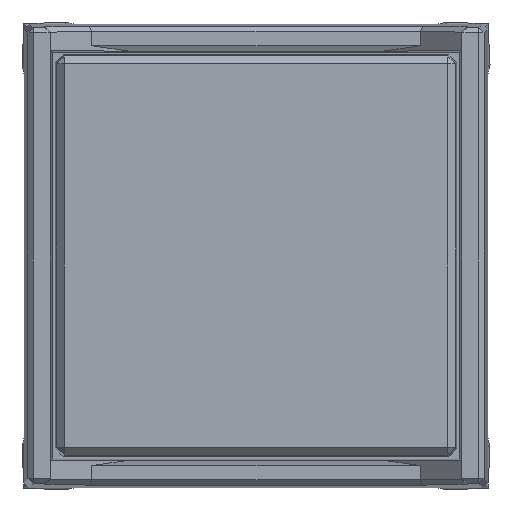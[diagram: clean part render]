
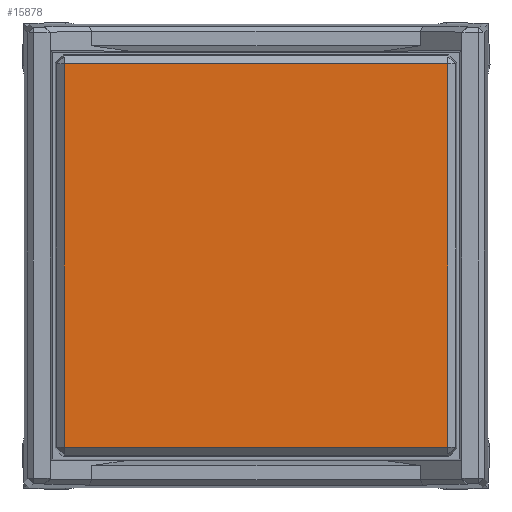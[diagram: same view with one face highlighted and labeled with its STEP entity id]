
A CAD part, top view. The second image highlights one B-rep face of the part: STEP entity #15878.
In plain terms, the highlighted face is planar.
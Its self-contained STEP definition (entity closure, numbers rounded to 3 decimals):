
#146 = CARTESIAN_POINT ( 'NONE',  ( 7.396, 4., 7.396 ) ) ;
#375 = CARTESIAN_POINT ( 'NONE',  ( 7.396, 4., 0. ) ) ;
#1476 = CARTESIAN_POINT ( 'NONE',  ( -7.396, 4., 7.396 ) ) ;
#1689 = VERTEX_POINT ( 'NONE', #8322 ) ;
#2103 = CARTESIAN_POINT ( 'NONE',  ( -7.396, 4., -7.396 ) ) ;
#2417 = DIRECTION ( 'NONE',  ( 1., 0., 0. ) ) ;
#2615 = VERTEX_POINT ( 'NONE', #146 ) ;
#3071 = EDGE_CURVE ( 'NONE', #12656, #2615, #11465, .T. ) ;
#3928 = LINE ( 'NONE', #8840, #12977 ) ;
#4037 = VECTOR ( 'NONE', #14902, 1000. ) ;
#4888 = ORIENTED_EDGE ( 'NONE', *, *, #3071, .F. ) ;
#5056 = LINE ( 'NONE', #9983, #4037 ) ;
#5322 = DIRECTION ( 'NONE',  ( 0., 0., 1. ) ) ;
#5352 = EDGE_CURVE ( 'NONE', #1689, #2615, #8558, .T. ) ;
#5441 = CARTESIAN_POINT ( 'NONE',  ( 7.396, 4., -7.396 ) ) ;
#6408 = DIRECTION ( 'NONE',  ( 0., -1., 0. ) ) ;
#6966 = VECTOR ( 'NONE', #5322, 1000. ) ;
#7620 = FACE_OUTER_BOUND ( 'NONE', #13186, .T. ) ;
#7658 = ORIENTED_EDGE ( 'NONE', *, *, #15606, .T. ) ;
#8322 = CARTESIAN_POINT ( 'NONE',  ( -7.396, 4., 7.396 ) ) ;
#8558 = LINE ( 'NONE', #13476, #13466 ) ;
#8840 = CARTESIAN_POINT ( 'NONE',  ( -7.396, 4., 0. ) ) ;
#9983 = CARTESIAN_POINT ( 'NONE',  ( 0., 4., -7.396 ) ) ;
#11256 = AXIS2_PLACEMENT_3D ( 'NONE', #1476, #6408, #11340 ) ;
#11340 = DIRECTION ( 'NONE',  ( 0., 0., -1. ) ) ;
#11465 = LINE ( 'NONE', #375, #6966 ) ;
#12138 = EDGE_CURVE ( 'NONE', #1689, #14999, #3928, .T. ) ;
#12541 = PLANE ( 'NONE',  #11256 ) ;
#12656 = VERTEX_POINT ( 'NONE', #5441 ) ;
#12977 = VECTOR ( 'NONE', #13764, 1000. ) ;
#13186 = EDGE_LOOP ( 'NONE', ( #15002, #4888, #7658, #13317 ) ) ;
#13317 = ORIENTED_EDGE ( 'NONE', *, *, #12138, .F. ) ;
#13466 = VECTOR ( 'NONE', #2417, 1000. ) ;
#13476 = CARTESIAN_POINT ( 'NONE',  ( 0., 4., 7.396 ) ) ;
#13764 = DIRECTION ( 'NONE',  ( 0., 0., -1. ) ) ;
#14902 = DIRECTION ( 'NONE',  ( -1., 0., 0. ) ) ;
#14999 = VERTEX_POINT ( 'NONE', #2103 ) ;
#15002 = ORIENTED_EDGE ( 'NONE', *, *, #5352, .T. ) ;
#15606 = EDGE_CURVE ( 'NONE', #12656, #14999, #5056, .T. ) ;
#15878 = ADVANCED_FACE ( 'NONE', ( #7620 ), #12541, .F. ) ;
